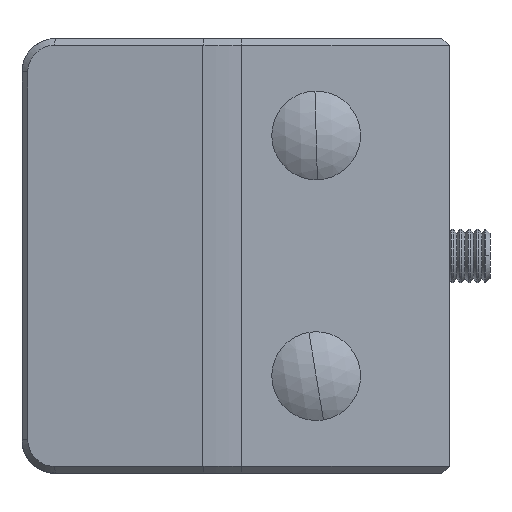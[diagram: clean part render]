
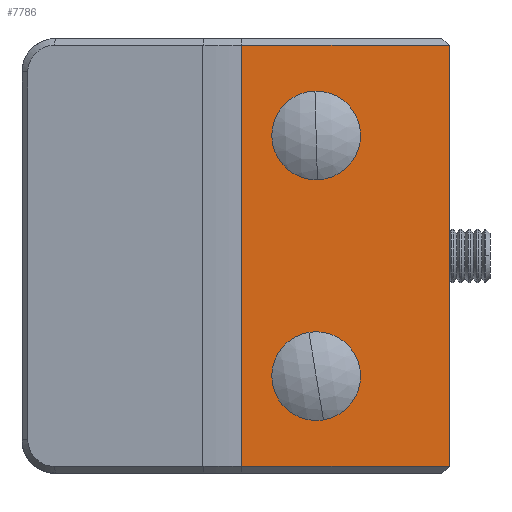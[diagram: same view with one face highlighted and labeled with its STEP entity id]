
A CAD part, top view. The second image highlights one B-rep face of the part: STEP entity #7786.
In plain terms, the highlighted face is planar.
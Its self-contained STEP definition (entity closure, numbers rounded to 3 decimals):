
#802 = EDGE_CURVE ( 'NONE', #56549, #40416, #62614, .T. ) ;
#1886 = EDGE_CURVE ( 'NONE', #40358, #10954, #29583, .T. ) ;
#2722 = ORIENTED_EDGE ( 'NONE', *, *, #802, .F. ) ;
#2755 = EDGE_CURVE ( 'NONE', #76902, #44628, #40080, .T. ) ;
#3399 = VECTOR ( 'NONE', #23479, 1000. ) ;
#4076 = VERTEX_POINT ( 'NONE', #71597 ) ;
#5877 = DIRECTION ( 'NONE',  ( 0., -1., 0. ) ) ;
#6308 = EDGE_LOOP ( 'NONE', ( #40901, #26129 ) ) ;
#7786 = ADVANCED_FACE ( 'NONE', ( #8746, #28908, #10876 ), #12503, .F. ) ;
#8746 = FACE_BOUND ( 'NONE', #6308, .T. ) ;
#10345 = EDGE_LOOP ( 'NONE', ( #24286, #59350, #24169, #30304 ) ) ;
#10581 = CARTESIAN_POINT ( 'NONE',  ( -22.141, 31.5, -9.998 ) ) ;
#10876 = FACE_OUTER_BOUND ( 'NONE', #10345, .T. ) ;
#10953 = CARTESIAN_POINT ( 'NONE',  ( -17.1, 18., -9.998 ) ) ;
#10954 = VERTEX_POINT ( 'NONE', #38824 ) ;
#11448 = VECTOR ( 'NONE', #54300, 1000. ) ;
#12503 = PLANE ( 'NONE',  #36964 ) ;
#15455 = VERTEX_POINT ( 'NONE', #10953 ) ;
#17658 = DIRECTION ( 'NONE',  ( 0., -1., 0. ) ) ;
#18819 = DIRECTION ( 'NONE',  ( -1., 0., 0. ) ) ;
#23479 = DIRECTION ( 'NONE',  ( -1., 0., 0. ) ) ;
#24169 = ORIENTED_EDGE ( 'NONE', *, *, #28988, .T. ) ;
#24286 = ORIENTED_EDGE ( 'NONE', *, *, #81498, .T. ) ;
#24948 = AXIS2_PLACEMENT_3D ( 'NONE', #25658, #87489, #18819 ) ;
#25658 = CARTESIAN_POINT ( 'NONE',  ( -11., 18., -9.998 ) ) ;
#25855 = CARTESIAN_POINT ( 'NONE',  ( 0., 32.5, -9.998 ) ) ;
#26129 = ORIENTED_EDGE ( 'NONE', *, *, #28207, .F. ) ;
#26339 = CARTESIAN_POINT ( 'NONE',  ( -22.141, 32.5, -9.998 ) ) ;
#28207 = EDGE_CURVE ( 'NONE', #4076, #15455, #34265, .T. ) ;
#28908 = FACE_BOUND ( 'NONE', #86712, .T. ) ;
#28988 = EDGE_CURVE ( 'NONE', #44628, #10954, #64031, .T. ) ;
#29583 = LINE ( 'NONE', #26339, #31716 ) ;
#30304 = ORIENTED_EDGE ( 'NONE', *, *, #1886, .F. ) ;
#30638 = CARTESIAN_POINT ( 'NONE',  ( -4.9, -18., -9.998 ) ) ;
#31601 = VECTOR ( 'NONE', #17658, 1000. ) ;
#31716 = VECTOR ( 'NONE', #5877, 1000. ) ;
#32913 = ORIENTED_EDGE ( 'NONE', *, *, #79710, .F. ) ;
#34265 = CIRCLE ( 'NONE', #53933, 6.1 ) ;
#36331 = CARTESIAN_POINT ( 'NONE',  ( -11., -18., -9.998 ) ) ;
#36640 = CARTESIAN_POINT ( 'NONE',  ( -17.1, -18., -9.998 ) ) ;
#36964 = AXIS2_PLACEMENT_3D ( 'NONE', #25855, #74018, #74306 ) ;
#38824 = CARTESIAN_POINT ( 'NONE',  ( -22.141, -31.5, -9.998 ) ) ;
#40080 = LINE ( 'NONE', #45202, #31601 ) ;
#40358 = VERTEX_POINT ( 'NONE', #10581 ) ;
#40416 = VERTEX_POINT ( 'NONE', #36640 ) ;
#40901 = ORIENTED_EDGE ( 'NONE', *, *, #74874, .F. ) ;
#42237 = LINE ( 'NONE', #73059, #11448 ) ;
#44628 = VERTEX_POINT ( 'NONE', #50475 ) ;
#45202 = CARTESIAN_POINT ( 'NONE',  ( 8.93, -32.501, -9.998 ) ) ;
#50475 = CARTESIAN_POINT ( 'NONE',  ( 8.93, -31.5, -9.998 ) ) ;
#53933 = AXIS2_PLACEMENT_3D ( 'NONE', #60510, #74183, #87572 ) ;
#54300 = DIRECTION ( 'NONE',  ( 1., 0., 0. ) ) ;
#56549 = VERTEX_POINT ( 'NONE', #30638 ) ;
#57342 = CARTESIAN_POINT ( 'NONE',  ( 0., -31.5, -9.998 ) ) ;
#59350 = ORIENTED_EDGE ( 'NONE', *, *, #2755, .T. ) ;
#59659 = AXIS2_PLACEMENT_3D ( 'NONE', #75880, #68544, #61341 ) ;
#60510 = CARTESIAN_POINT ( 'NONE',  ( -11., 18., -9.998 ) ) ;
#61341 = DIRECTION ( 'NONE',  ( -1., 0., 0. ) ) ;
#62614 = CIRCLE ( 'NONE', #59659, 6.1 ) ;
#64031 = LINE ( 'NONE', #57342, #3399 ) ;
#67115 = CIRCLE ( 'NONE', #84180, 6.1 ) ;
#68544 = DIRECTION ( 'NONE',  ( 0., 0., -1. ) ) ;
#71198 = DIRECTION ( 'NONE',  ( -1., 0., 0. ) ) ;
#71597 = CARTESIAN_POINT ( 'NONE',  ( -4.9, 18., -9.998 ) ) ;
#73059 = CARTESIAN_POINT ( 'NONE',  ( 0., 31.5, -9.998 ) ) ;
#74018 = DIRECTION ( 'NONE',  ( 0., 0., 1. ) ) ;
#74183 = DIRECTION ( 'NONE',  ( 0., 0., -1. ) ) ;
#74306 = DIRECTION ( 'NONE',  ( 1., 0., 0. ) ) ;
#74874 = EDGE_CURVE ( 'NONE', #15455, #4076, #82910, .T. ) ;
#75880 = CARTESIAN_POINT ( 'NONE',  ( -11., -18., -9.998 ) ) ;
#76902 = VERTEX_POINT ( 'NONE', #84425 ) ;
#77137 = DIRECTION ( 'NONE',  ( 0., 0., -1. ) ) ;
#79710 = EDGE_CURVE ( 'NONE', #40416, #56549, #67115, .T. ) ;
#81498 = EDGE_CURVE ( 'NONE', #40358, #76902, #42237, .T. ) ;
#82910 = CIRCLE ( 'NONE', #24948, 6.1 ) ;
#84180 = AXIS2_PLACEMENT_3D ( 'NONE', #36331, #77137, #71198 ) ;
#84425 = CARTESIAN_POINT ( 'NONE',  ( 8.93, 31.5, -9.998 ) ) ;
#86712 = EDGE_LOOP ( 'NONE', ( #32913, #2722 ) ) ;
#87489 = DIRECTION ( 'NONE',  ( 0., 0., -1. ) ) ;
#87572 = DIRECTION ( 'NONE',  ( -1., 0., 0. ) ) ;
